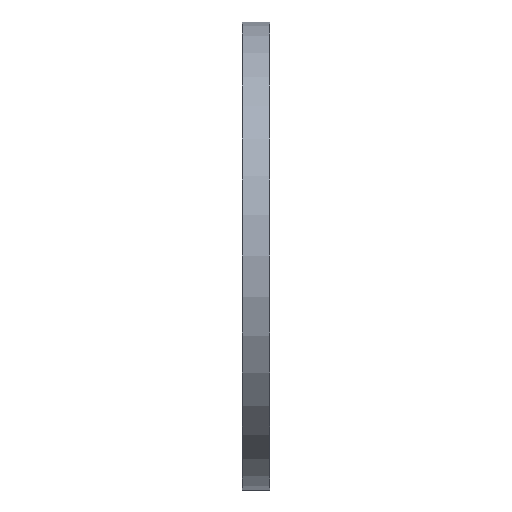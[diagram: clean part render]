
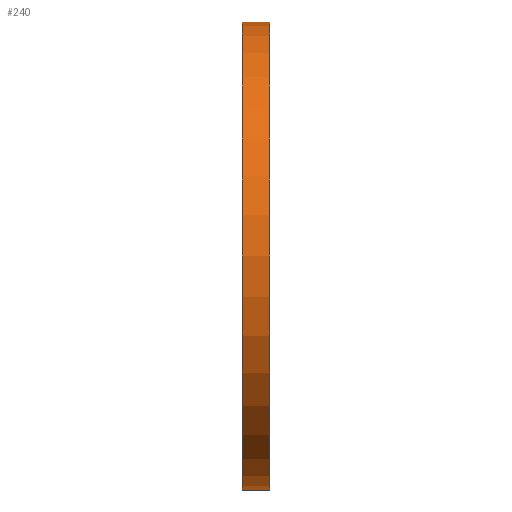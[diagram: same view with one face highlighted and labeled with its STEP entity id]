
A CAD part, left-side view. The second image highlights one B-rep face of the part: STEP entity #240.
In plain terms, the highlighted cylindrical face has radius 252.5 mm (diameter 505 mm), a partial arc.
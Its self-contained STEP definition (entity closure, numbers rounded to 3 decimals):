
#58 = EDGE_CURVE ( 'NONE', #610, #727, #691, .T. ) ;
#74 = LINE ( 'NONE', #425, #1310 ) ;
#150 = DIRECTION ( 'NONE',  ( 0., 0., 1. ) ) ;
#224 = CARTESIAN_POINT ( 'NONE',  ( 0., 30., 252.5 ) ) ;
#240 = ADVANCED_FACE ( 'NONE', ( #1063 ), #804, .T. ) ;
#263 = CARTESIAN_POINT ( 'NONE',  ( 0., 34.695, 0. ) ) ;
#292 = ORIENTED_EDGE ( 'NONE', *, *, #58, .T. ) ;
#299 = VERTEX_POINT ( 'NONE', #224 ) ;
#328 = EDGE_CURVE ( 'NONE', #725, #299, #883, .T. ) ;
#344 = AXIS2_PLACEMENT_3D ( 'NONE', #446, #1255, #1378 ) ;
#425 = CARTESIAN_POINT ( 'NONE',  ( 0., 34.695, -252.5 ) ) ;
#446 = CARTESIAN_POINT ( 'NONE',  ( 0., 0., 0. ) ) ;
#553 = LINE ( 'NONE', #569, #1420 ) ;
#569 = CARTESIAN_POINT ( 'NONE',  ( 0., 34.695, 252.5 ) ) ;
#610 = VERTEX_POINT ( 'NONE', #833 ) ;
#615 = ORIENTED_EDGE ( 'NONE', *, *, #1421, .T. ) ;
#625 = EDGE_LOOP ( 'NONE', ( #1206, #292, #615, #906 ) ) ;
#653 = CARTESIAN_POINT ( 'NONE',  ( 0., 30., -252.5 ) ) ;
#683 = DIRECTION ( 'NONE',  ( 0., 1., 0. ) ) ;
#691 = CIRCLE ( 'NONE', #344, 252.5 ) ;
#711 = DIRECTION ( 'NONE',  ( 0., 1., 0. ) ) ;
#725 = VERTEX_POINT ( 'NONE', #653 ) ;
#727 = VERTEX_POINT ( 'NONE', #767 ) ;
#767 = CARTESIAN_POINT ( 'NONE',  ( 0., 0., 252.5 ) ) ;
#792 = EDGE_CURVE ( 'NONE', #610, #725, #74, .T. ) ;
#804 = CYLINDRICAL_SURFACE ( 'NONE', #982, 252.5 ) ;
#833 = CARTESIAN_POINT ( 'NONE',  ( 0., 0., -252.5 ) ) ;
#883 = CIRCLE ( 'NONE', #1074, 252.5 ) ;
#906 = ORIENTED_EDGE ( 'NONE', *, *, #328, .F. ) ;
#982 = AXIS2_PLACEMENT_3D ( 'NONE', #263, #711, #150 ) ;
#1002 = DIRECTION ( 'NONE',  ( 0., 0., 1. ) ) ;
#1063 = FACE_OUTER_BOUND ( 'NONE', #625, .T. ) ;
#1074 = AXIS2_PLACEMENT_3D ( 'NONE', #1115, #683, #1002 ) ;
#1115 = CARTESIAN_POINT ( 'NONE',  ( 0., 30., 0. ) ) ;
#1206 = ORIENTED_EDGE ( 'NONE', *, *, #792, .F. ) ;
#1219 = DIRECTION ( 'NONE',  ( 0., 1., 0. ) ) ;
#1249 = DIRECTION ( 'NONE',  ( 0., 1., 0. ) ) ;
#1255 = DIRECTION ( 'NONE',  ( 0., 1., 0. ) ) ;
#1310 = VECTOR ( 'NONE', #1219, 1000. ) ;
#1378 = DIRECTION ( 'NONE',  ( 0., 0., 1. ) ) ;
#1420 = VECTOR ( 'NONE', #1249, 1000. ) ;
#1421 = EDGE_CURVE ( 'NONE', #727, #299, #553, .T. ) ;
